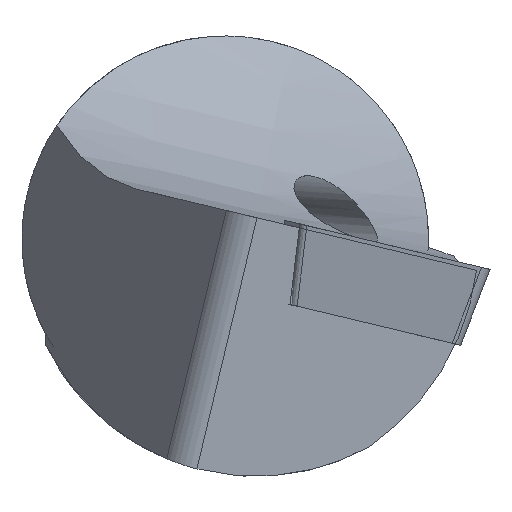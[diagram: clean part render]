
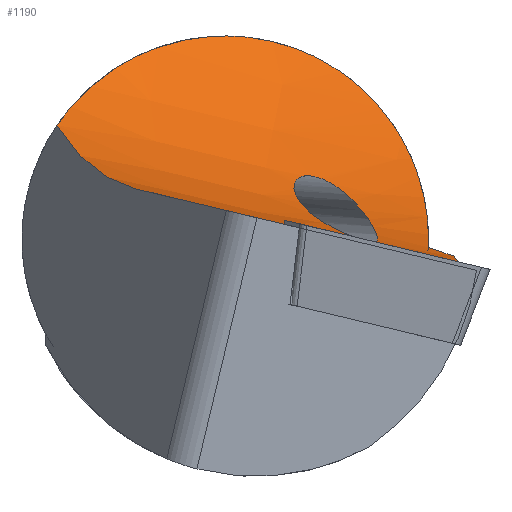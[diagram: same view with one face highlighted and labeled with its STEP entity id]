
A CAD part, front view. The second image highlights one B-rep face of the part: STEP entity #1190.
In plain terms, the highlighted toroidal (fillet/blend) face has major radius 15 mm and minor radius 20 mm.
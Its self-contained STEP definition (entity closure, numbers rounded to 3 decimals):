
#269=DEGENERATE_TOROIDAL_SURFACE('',#1318,15.,20.,.T.);
#285=B_SPLINE_CURVE_WITH_KNOTS('',3,(#1840,#1841,#1842,#1843,#1844,#1845,
#1846,#1847,#1848,#1849,#1850,#1851,#1852,#1853),.UNSPECIFIED.,.F.,.F.,
(4,1,1,1,1,1,1,1,1,1,1,4),(0.,0.005,0.009,0.012,
0.014,0.016,0.019,0.021,
0.023,0.028,0.032,0.037),
 .UNSPECIFIED.);
#286=B_SPLINE_CURVE_WITH_KNOTS('',3,(#1860,#1861,#1862,#1863,#1864,#1865,
#1866,#1867,#1868,#1869,#1870,#1871,#1872,#1873,#1874,#1875,#1876,#1877,
#1878,#1879,#1880,#1881,#1882,#1883,#1884,#1885,#1886,#1887,#1888,#1889,
#1890,#1891),.UNSPECIFIED.,.T.,.F.,(1,1,1,1,1,1,1,1,1,1,1,1,1,1,1,1,1,1,
1,1,1,1,1,1,1,1,1,1,1,1,1,1,1,1,1,1),(-0.003,-0.001,
-0.001,0.,0.001,0.001,
0.002,0.003,0.003,0.004,
0.005,0.006,0.008,0.009,
0.009,0.01,0.011,0.011,
0.011,0.012,0.012,0.012,
0.012,0.013,0.013,0.014,
0.015,0.015,0.016,0.018,
0.019,0.02,0.02,0.021,
0.021,0.022),.UNSPECIFIED.);
#287=B_SPLINE_CURVE_WITH_KNOTS('',3,(#1893,#1894,#1895,#1896),
 .UNSPECIFIED.,.F.,.F.,(4,4),(0.009,0.011),
 .UNSPECIFIED.);
#288=B_SPLINE_CURVE_WITH_KNOTS('',3,(#1899,#1900,#1901,#1902),
 .UNSPECIFIED.,.F.,.F.,(4,4),(0.,0.004),.UNSPECIFIED.);
#289=B_SPLINE_CURVE_WITH_KNOTS('',3,(#1904,#1905,#1906,#1907),
 .UNSPECIFIED.,.F.,.F.,(4,4),(0.,0.002),.UNSPECIFIED.);
#290=B_SPLINE_CURVE_WITH_KNOTS('',3,(#1908,#1909,#1910,#1911,#1912),
 .UNSPECIFIED.,.F.,.F.,(4,1,4),(0.,0.005,0.009),
 .UNSPECIFIED.);
#301=ORIENTED_EDGE('',*,*,#637,.F.);
#302=ORIENTED_EDGE('',*,*,#638,.F.);
#303=ORIENTED_EDGE('',*,*,#639,.F.);
#304=ORIENTED_EDGE('',*,*,#640,.F.);
#305=ORIENTED_EDGE('',*,*,#634,.F.);
#306=ORIENTED_EDGE('',*,*,#641,.F.);
#307=ORIENTED_EDGE('',*,*,#642,.F.);
#634=EDGE_CURVE('',#802,#803,#285,.T.);
#637=EDGE_CURVE('',#805,#805,#286,.T.);
#638=EDGE_CURVE('',#806,#807,#287,.T.);
#639=EDGE_CURVE('',#808,#806,#288,.T.);
#640=EDGE_CURVE('',#803,#808,#289,.T.);
#641=EDGE_CURVE('',#809,#802,#290,.T.);
#642=EDGE_CURVE('',#807,#809,#921,.T.);
#802=VERTEX_POINT('',#1854);
#803=VERTEX_POINT('',#1855);
#805=VERTEX_POINT('',#1892);
#806=VERTEX_POINT('',#1897);
#807=VERTEX_POINT('',#1898);
#808=VERTEX_POINT('',#1903);
#809=VERTEX_POINT('',#1913);
#921=CIRCLE('',#1319,15.);
#971=EDGE_LOOP('',(#301));
#972=EDGE_LOOP('',(#302,#303,#304,#305,#306,#307));
#1067=FACE_BOUND('',#971,.T.);
#1068=FACE_BOUND('',#972,.T.);
#1190=ADVANCED_FACE('',(#1067,#1068),#269,.F.);
#1318=AXIS2_PLACEMENT_3D('',#1859,#1467,#1468);
#1319=AXIS2_PLACEMENT_3D('',#1914,#1469,#1470);
#1467=DIRECTION('',(0.,-0.122,0.993));
#1468=DIRECTION('',(0.,-0.993,-0.122));
#1469=DIRECTION('',(0.,-0.122,0.993));
#1470=DIRECTION('',(0.,-0.993,-0.122));
#1840=CARTESIAN_POINT('',(18.188,8.861,4.636));
#1841=CARTESIAN_POINT('',(19.623,8.57,5.191));
#1842=CARTESIAN_POINT('',(22.318,7.775,6.48));
#1843=CARTESIAN_POINT('',(25.24,5.8,8.31));
#1844=CARTESIAN_POINT('',(27.02,3.462,9.457));
#1845=CARTESIAN_POINT('',(27.981,1.359,9.993));
#1846=CARTESIAN_POINT('',(28.461,-0.974,10.046));
#1847=CARTESIAN_POINT('',(28.383,-3.298,9.538));
#1848=CARTESIAN_POINT('',(27.748,-5.364,8.536));
#1849=CARTESIAN_POINT('',(26.265,-7.556,6.785));
#1850=CARTESIAN_POINT('',(23.533,-9.151,4.368));
#1851=CARTESIAN_POINT('',(19.488,-9.852,2.032));
#1852=CARTESIAN_POINT('',(16.531,-9.949,1.06));
#1853=CARTESIAN_POINT('',(15.,-9.974,0.725));
#1854=CARTESIAN_POINT('',(18.188,8.861,4.636));
#1855=CARTESIAN_POINT('',(15.,-9.974,0.725));
#1859=CARTESIAN_POINT('',(-3.,-4.495,20.993));
#1860=CARTESIAN_POINT('',(20.841,-5.647,2.893));
#1861=CARTESIAN_POINT('',(21.275,-5.252,3.139));
#1862=CARTESIAN_POINT('',(21.639,-4.785,3.367));
#1863=CARTESIAN_POINT('',(21.9,-4.22,3.557));
#1864=CARTESIAN_POINT('',(21.846,-3.525,3.586));
#1865=CARTESIAN_POINT('',(21.327,-3.134,3.338));
#1866=CARTESIAN_POINT('',(20.755,-3.045,3.056));
#1867=CARTESIAN_POINT('',(19.988,-3.098,2.69));
#1868=CARTESIAN_POINT('',(19.046,-3.37,2.272));
#1869=CARTESIAN_POINT('',(17.95,-3.852,1.844));
#1870=CARTESIAN_POINT('',(16.881,-4.437,1.484));
#1871=CARTESIAN_POINT('',(16.018,-4.982,1.235));
#1872=CARTESIAN_POINT('',(15.343,-5.455,1.062));
#1873=CARTESIAN_POINT('',(14.848,-5.831,0.944));
#1874=CARTESIAN_POINT('',(14.45,-6.171,0.853));
#1875=CARTESIAN_POINT('',(14.152,-6.472,0.786));
#1876=CARTESIAN_POINT('',(13.958,-6.718,0.739));
#1877=CARTESIAN_POINT('',(13.831,-6.964,0.702));
#1878=CARTESIAN_POINT('',(13.883,-7.183,0.69));
#1879=CARTESIAN_POINT('',(14.053,-7.326,0.701));
#1880=CARTESIAN_POINT('',(14.31,-7.401,0.732));
#1881=CARTESIAN_POINT('',(14.724,-7.455,0.793));
#1882=CARTESIAN_POINT('',(15.247,-7.455,0.889));
#1883=CARTESIAN_POINT('',(15.86,-7.409,1.022));
#1884=CARTESIAN_POINT('',(16.465,-7.329,1.173));
#1885=CARTESIAN_POINT('',(17.259,-7.186,1.396));
#1886=CARTESIAN_POINT('',(18.236,-6.941,1.719));
#1887=CARTESIAN_POINT('',(19.342,-6.542,2.157));
#1888=CARTESIAN_POINT('',(20.206,-6.097,2.56));
#1889=CARTESIAN_POINT('',(20.841,-5.647,2.893));
#1890=CARTESIAN_POINT('',(21.275,-5.252,3.139));
#1891=CARTESIAN_POINT('',(21.639,-4.785,3.367));
#1892=CARTESIAN_POINT('',(21.263,-5.24,3.136));
#1893=CARTESIAN_POINT('',(9.619,-11.658,-0.016));
#1894=CARTESIAN_POINT('',(9.67,-11.058,0.042));
#1895=CARTESIAN_POINT('',(9.722,-10.459,0.11));
#1896=CARTESIAN_POINT('',(9.775,-9.861,0.184));
#1897=CARTESIAN_POINT('',(9.619,-11.658,-0.016));
#1898=CARTESIAN_POINT('',(9.775,-9.861,0.184));
#1899=CARTESIAN_POINT('',(13.698,-11.293,0.434));
#1900=CARTESIAN_POINT('',(12.348,-11.421,0.186));
#1901=CARTESIAN_POINT('',(10.987,-11.539,0.044));
#1902=CARTESIAN_POINT('',(9.619,-11.658,-0.016));
#1903=CARTESIAN_POINT('',(13.698,-11.293,0.434));
#1904=CARTESIAN_POINT('',(15.,-9.974,0.725));
#1905=CARTESIAN_POINT('',(14.569,-10.414,0.619));
#1906=CARTESIAN_POINT('',(14.134,-10.854,0.523));
#1907=CARTESIAN_POINT('',(13.698,-11.293,0.434));
#1908=CARTESIAN_POINT('',(10.39,4.652,1.966));
#1909=CARTESIAN_POINT('',(11.748,5.431,2.061));
#1910=CARTESIAN_POINT('',(14.407,6.91,2.605));
#1911=CARTESIAN_POINT('',(16.975,8.251,3.851));
#1912=CARTESIAN_POINT('',(18.188,8.861,4.636));
#1913=CARTESIAN_POINT('',(10.39,4.652,1.966));
#1914=CARTESIAN_POINT('',(-3.,-2.058,1.142));
